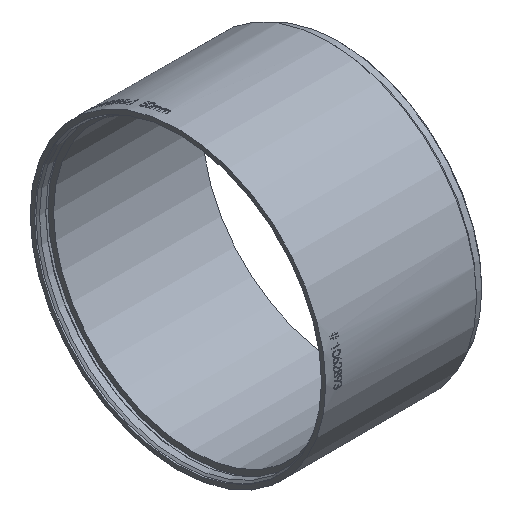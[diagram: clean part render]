
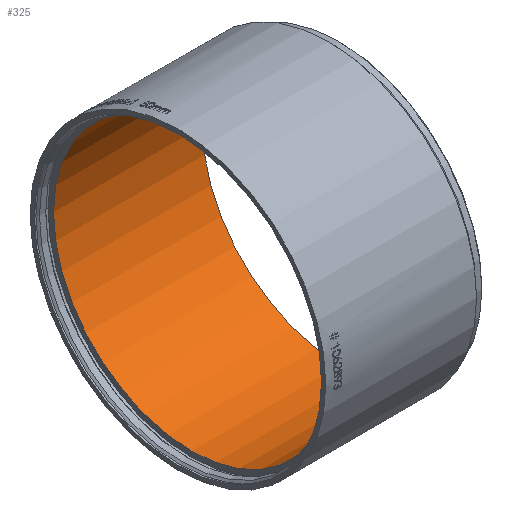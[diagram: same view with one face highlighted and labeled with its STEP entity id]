
A CAD part, isometric view. The second image highlights one B-rep face of the part: STEP entity #325.
In plain terms, the highlighted cylindrical face has radius 45.75 mm (diameter 91.5 mm), a full revolution.
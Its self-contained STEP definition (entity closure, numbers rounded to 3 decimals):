
#119=CIRCLE('',#3095,45.75);
#120=CIRCLE('',#3097,45.75);
#230=FACE_BOUND('',#632,.T.);
#231=FACE_BOUND('',#633,.T.);
#325=ADVANCED_FACE('',(#230,#231),#409,.F.);
#409=CYLINDRICAL_SURFACE('',#3098,45.75);
#632=EDGE_LOOP('',(#1582));
#633=EDGE_LOOP('',(#1583));
#1582=ORIENTED_EDGE('',*,*,#2540,.F.);
#1583=ORIENTED_EDGE('',*,*,#2539,.T.);
#2064=VERTEX_POINT('',#6288);
#2065=VERTEX_POINT('',#6291);
#2539=EDGE_CURVE('',#2064,#2064,#119,.T.);
#2540=EDGE_CURVE('',#2065,#2065,#120,.T.);
#3095=AXIS2_PLACEMENT_3D('',#6287,#3288,#3289);
#3097=AXIS2_PLACEMENT_3D('',#6290,#3292,#3293);
#3098=AXIS2_PLACEMENT_3D('',#6292,#3294,#3295);
#3288=DIRECTION('',(-1.,0.,0.));
#3289=DIRECTION('',(0.,0.,1.));
#3292=DIRECTION('',(-1.,0.,0.));
#3293=DIRECTION('',(0.,0.,1.));
#3294=DIRECTION('',(-1.,0.,0.));
#3295=DIRECTION('',(0.,0.,1.));
#6287=CARTESIAN_POINT('',(4.5,0.,0.));
#6288=CARTESIAN_POINT('',(4.5,0.,45.75));
#6290=CARTESIAN_POINT('',(53.9,0.,0.));
#6291=CARTESIAN_POINT('',(53.9,0.,45.75));
#6292=CARTESIAN_POINT('',(0.,0.,0.));
